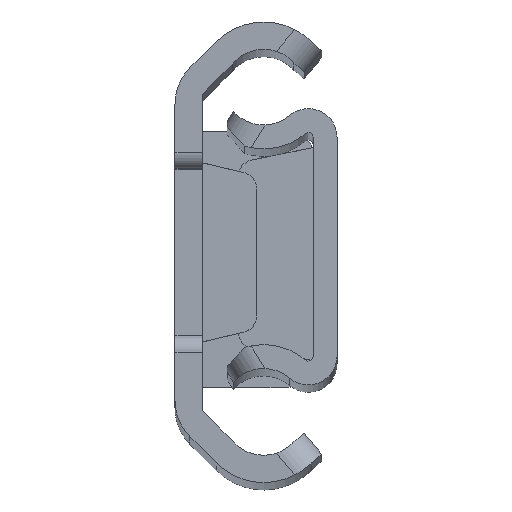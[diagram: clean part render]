
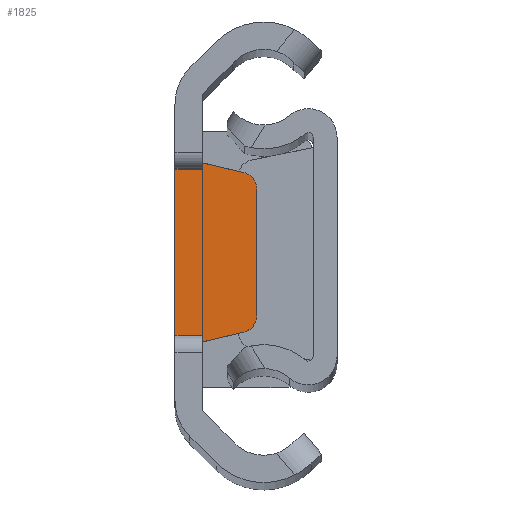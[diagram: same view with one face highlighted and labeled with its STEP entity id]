
A CAD part, top view. The second image highlights one B-rep face of the part: STEP entity #1825.
In plain terms, the highlighted planar face has unit normal (0, 0, 1).
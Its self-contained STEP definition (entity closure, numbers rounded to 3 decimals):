
#60 = DIRECTION ( 'NONE',  ( 1., 0., 0. ) ) ;
#193 = VECTOR ( 'NONE', #273, 1000. ) ;
#247 = VECTOR ( 'NONE', #1556, 1000. ) ;
#269 = VERTEX_POINT ( 'NONE', #3849 ) ;
#273 = DIRECTION ( 'NONE',  ( 0., 1., 0. ) ) ;
#283 = EDGE_CURVE ( 'NONE', #2611, #2690, #2544, .T. ) ;
#381 = DIRECTION ( 'NONE',  ( -1., 0., 0. ) ) ;
#398 = DIRECTION ( 'NONE',  ( -1., 0., 0. ) ) ;
#529 = EDGE_CURVE ( 'NONE', #3917, #4518, #4461, .T. ) ;
#542 = CARTESIAN_POINT ( 'NONE',  ( 0., 5.25, -2.4 ) ) ;
#587 = ORIENTED_EDGE ( 'NONE', *, *, #1499, .T. ) ;
#600 = CARTESIAN_POINT ( 'NONE',  ( -0.001, 5.25, -2.4 ) ) ;
#791 = EDGE_LOOP ( 'NONE', ( #3508, #858, #1231, #1737, #587, #1859, #3658, #3204 ) ) ;
#818 = EDGE_CURVE ( 'NONE', #4403, #269, #2313, .T. ) ;
#858 = ORIENTED_EDGE ( 'NONE', *, *, #818, .T. ) ;
#943 = DIRECTION ( 'NONE',  ( 0., 0., -1. ) ) ;
#1068 = CARTESIAN_POINT ( 'NONE',  ( 4.8, 0., -2.4 ) ) ;
#1140 = LINE ( 'NONE', #3728, #3675 ) ;
#1223 = CARTESIAN_POINT ( 'NONE',  ( 1.6, -5.25, -2.4 ) ) ;
#1231 = ORIENTED_EDGE ( 'NONE', *, *, #1960, .T. ) ;
#1405 = EDGE_CURVE ( 'NONE', #4518, #4403, #3644, .T. ) ;
#1450 = CARTESIAN_POINT ( 'NONE',  ( 3.8, 3.707, -2.4 ) ) ;
#1499 = EDGE_CURVE ( 'NONE', #1766, #2690, #1140, .T. ) ;
#1556 = DIRECTION ( 'NONE',  ( 0., 1., 0. ) ) ;
#1737 = ORIENTED_EDGE ( 'NONE', *, *, #4472, .T. ) ;
#1766 = VERTEX_POINT ( 'NONE', #4542 ) ;
#1783 = CARTESIAN_POINT ( 'NONE',  ( 1.6, 5.25, -2.4 ) ) ;
#1825 = ADVANCED_FACE ( 'NONE', ( #4495 ), #3408, .F. ) ;
#1826 = CARTESIAN_POINT ( 'NONE',  ( 3.8, -3.707, -2.4 ) ) ;
#1840 = DIRECTION ( 'NONE',  ( 0.974, 0.228, 0. ) ) ;
#1859 = ORIENTED_EDGE ( 'NONE', *, *, #283, .F. ) ;
#1946 = VECTOR ( 'NONE', #1840, 1000. ) ;
#1960 = EDGE_CURVE ( 'NONE', #269, #3481, #3552, .T. ) ;
#1969 = CARTESIAN_POINT ( 'NONE',  ( 0., 5.25, -2.4 ) ) ;
#2150 = DIRECTION ( 'NONE',  ( 0., 0., 1. ) ) ;
#2276 = CARTESIAN_POINT ( 'NONE',  ( 4.8, 3.707, -2.4 ) ) ;
#2304 = LINE ( 'NONE', #1969, #247 ) ;
#2313 = CIRCLE ( 'NONE', #3730, 1. ) ;
#2325 = DIRECTION ( 'NONE',  ( 1., 0., 0. ) ) ;
#2544 = LINE ( 'NONE', #3991, #3096 ) ;
#2611 = VERTEX_POINT ( 'NONE', #542 ) ;
#2684 = CIRCLE ( 'NONE', #4349, 1. ) ;
#2690 = VERTEX_POINT ( 'NONE', #1783 ) ;
#2874 = DIRECTION ( 'NONE',  ( 0., 0., 1. ) ) ;
#3096 = VECTOR ( 'NONE', #60, 1000. ) ;
#3106 = DIRECTION ( 'NONE',  ( -1., 0., 0. ) ) ;
#3115 = EDGE_CURVE ( 'NONE', #3917, #2611, #2304, .T. ) ;
#3204 = ORIENTED_EDGE ( 'NONE', *, *, #529, .T. ) ;
#3268 = DIRECTION ( 'NONE',  ( -0.974, 0.228, 0. ) ) ;
#3402 = CARTESIAN_POINT ( 'NONE',  ( 1.6, -5.25, -2.4 ) ) ;
#3408 = PLANE ( 'NONE',  #4639 ) ;
#3481 = VERTEX_POINT ( 'NONE', #2276 ) ;
#3487 = CARTESIAN_POINT ( 'NONE',  ( -0.001, -5.25, -2.4 ) ) ;
#3508 = ORIENTED_EDGE ( 'NONE', *, *, #1405, .T. ) ;
#3552 = LINE ( 'NONE', #1068, #193 ) ;
#3581 = CARTESIAN_POINT ( 'NONE',  ( 4.028, -4.681, -2.4 ) ) ;
#3644 = LINE ( 'NONE', #1223, #1946 ) ;
#3658 = ORIENTED_EDGE ( 'NONE', *, *, #3115, .F. ) ;
#3675 = VECTOR ( 'NONE', #3268, 1000. ) ;
#3728 = CARTESIAN_POINT ( 'NONE',  ( 1.6, 5.25, -2.4 ) ) ;
#3730 = AXIS2_PLACEMENT_3D ( 'NONE', #1826, #2150, #381 ) ;
#3849 = CARTESIAN_POINT ( 'NONE',  ( 4.8, -3.707, -2.4 ) ) ;
#3884 = CARTESIAN_POINT ( 'NONE',  ( 0., -5.25, -2.4 ) ) ;
#3917 = VERTEX_POINT ( 'NONE', #3884 ) ;
#3991 = CARTESIAN_POINT ( 'NONE',  ( -0.001, 5.25, -2.4 ) ) ;
#4349 = AXIS2_PLACEMENT_3D ( 'NONE', #1450, #2874, #398 ) ;
#4403 = VERTEX_POINT ( 'NONE', #3581 ) ;
#4461 = LINE ( 'NONE', #3487, #4597 ) ;
#4472 = EDGE_CURVE ( 'NONE', #3481, #1766, #2684, .T. ) ;
#4495 = FACE_OUTER_BOUND ( 'NONE', #791, .T. ) ;
#4518 = VERTEX_POINT ( 'NONE', #3402 ) ;
#4542 = CARTESIAN_POINT ( 'NONE',  ( 4.028, 4.681, -2.4 ) ) ;
#4597 = VECTOR ( 'NONE', #2325, 1000. ) ;
#4639 = AXIS2_PLACEMENT_3D ( 'NONE', #600, #943, #3106 ) ;
